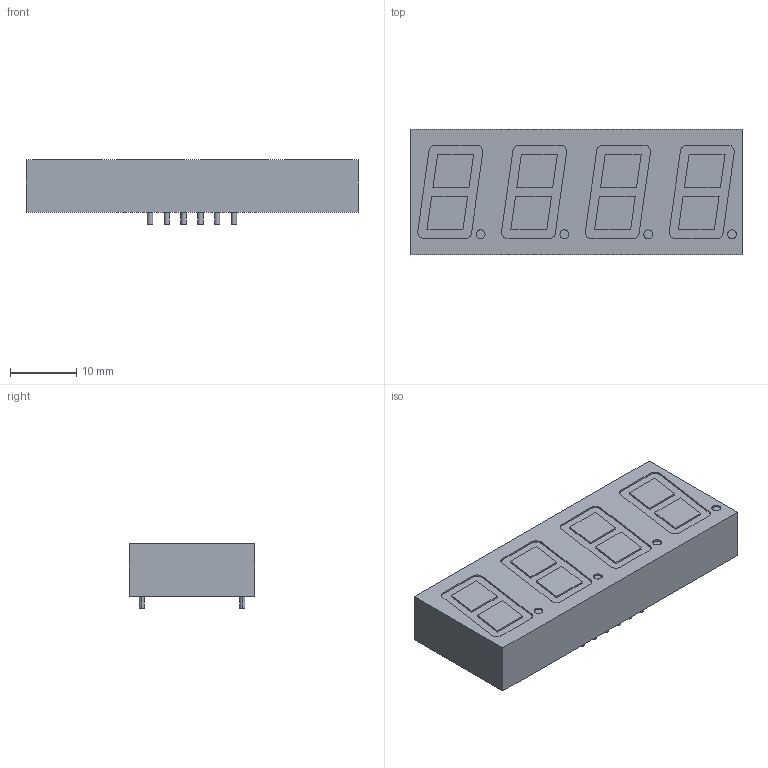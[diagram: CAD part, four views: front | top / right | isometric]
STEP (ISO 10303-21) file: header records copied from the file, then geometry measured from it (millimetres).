
FILE_DESCRIPTION (( 'STEP AP214' ), '1' );
FILE_NAME ('LED-DIP12S-056.STEP', '2012-04-07T02:56:58', ( '微软用户' ), ( '微软中国' ), 'SwSTEP 2.0', 'SolidWorks 2011', '' );
FILE_SCHEMA (( 'AUTOMOTIVE_DESIGN' ));
Length unit declared in the file: millimetre
Products named in the file (1): LED-DIP12S-056
Bounding box: 50.3 x 19 x 9.8 mm (x, y, z)
Volume: 7595.1 mm3; surface area: 3164.3 mm2
Topology: 1 solids, 1 shells, 134 faces, 312 edges, 208 vertices
Faces by surface type: plane 82, cylinder 52
Entity records: 4897 total; most frequent: DIRECTION 686, CARTESIAN_POINT 655, ORIENTED_EDGE 624, EDGE_CURVE 312, AXIS2_PLACEMENT_3D 239, VERTEX_POINT 208, LINE 208, VECTOR 208
